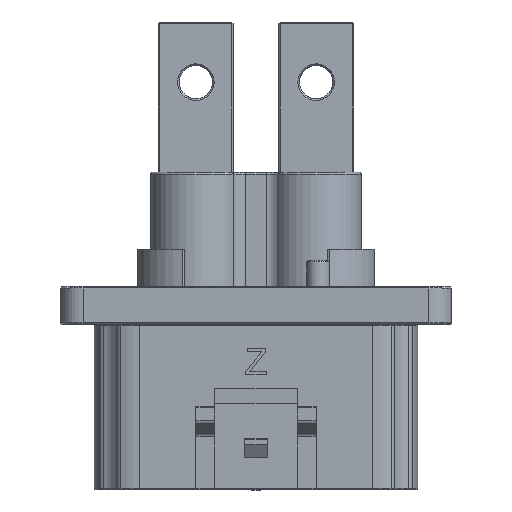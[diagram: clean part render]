
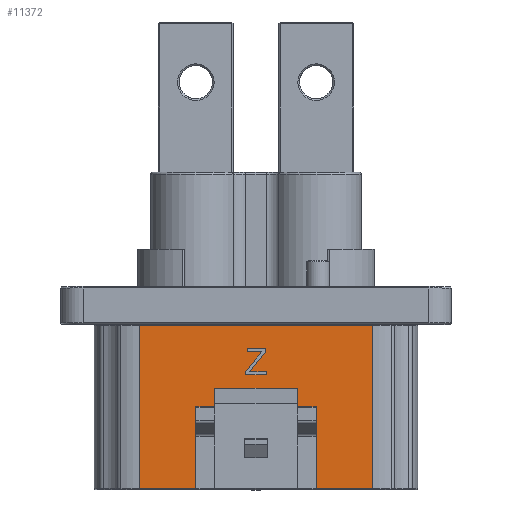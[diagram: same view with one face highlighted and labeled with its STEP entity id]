
A CAD part, top view. The second image highlights one B-rep face of the part: STEP entity #11372.
In plain terms, the highlighted planar face has unit normal (0, 0, 1).
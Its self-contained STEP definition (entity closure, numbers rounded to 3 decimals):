
#588=B_SPLINE_CURVE_WITH_KNOTS('',3,(#15108,#15109,#15110,#15111,#15112,
#15113,#15114),.UNSPECIFIED.,.F.,.F.,(4,3,4),(0.,0.839,1.),
 .UNSPECIFIED.);
#589=B_SPLINE_CURVE_WITH_KNOTS('',3,(#15124,#15125,#15126,#15127,#15128,
#15129,#15130),.UNSPECIFIED.,.F.,.F.,(4,3,4),(0.,0.906,1.),
 .UNSPECIFIED.);
#634=ORIENTED_EDGE('',*,*,#2976,.T.);
#635=ORIENTED_EDGE('',*,*,#2977,.T.);
#636=ORIENTED_EDGE('',*,*,#2978,.T.);
#637=ORIENTED_EDGE('',*,*,#2979,.T.);
#638=ORIENTED_EDGE('',*,*,#2980,.T.);
#639=ORIENTED_EDGE('',*,*,#2981,.T.);
#640=ORIENTED_EDGE('',*,*,#2982,.T.);
#641=ORIENTED_EDGE('',*,*,#2983,.T.);
#642=ORIENTED_EDGE('',*,*,#2984,.T.);
#643=ORIENTED_EDGE('',*,*,#2985,.T.);
#644=ORIENTED_EDGE('',*,*,#2986,.T.);
#645=ORIENTED_EDGE('',*,*,#2987,.F.);
#646=ORIENTED_EDGE('',*,*,#2988,.T.);
#647=ORIENTED_EDGE('',*,*,#2989,.F.);
#648=ORIENTED_EDGE('',*,*,#2990,.T.);
#649=ORIENTED_EDGE('',*,*,#2991,.T.);
#650=ORIENTED_EDGE('',*,*,#2992,.T.);
#651=ORIENTED_EDGE('',*,*,#2993,.T.);
#652=ORIENTED_EDGE('',*,*,#2994,.F.);
#653=ORIENTED_EDGE('',*,*,#2995,.T.);
#654=ORIENTED_EDGE('',*,*,#2996,.F.);
#655=ORIENTED_EDGE('',*,*,#2997,.F.);
#2976=EDGE_CURVE('',#4147,#4148,#4900,.T.);
#2977=EDGE_CURVE('',#4148,#4149,#4901,.T.);
#2978=EDGE_CURVE('',#4149,#4150,#4902,.T.);
#2979=EDGE_CURVE('',#4150,#4151,#4903,.T.);
#2980=EDGE_CURVE('',#4151,#4152,#588,.T.);
#2981=EDGE_CURVE('',#4152,#4153,#4904,.T.);
#2982=EDGE_CURVE('',#4153,#4154,#4905,.T.);
#2983=EDGE_CURVE('',#4154,#4155,#4906,.T.);
#2984=EDGE_CURVE('',#4155,#4156,#4907,.T.);
#2985=EDGE_CURVE('',#4156,#4147,#589,.T.);
#2986=EDGE_CURVE('',#4157,#4158,#4908,.T.);
#2987=EDGE_CURVE('',#4159,#4158,#4909,.T.);
#2988=EDGE_CURVE('',#4159,#4160,#4910,.T.);
#2989=EDGE_CURVE('',#4161,#4160,#4911,.T.);
#2990=EDGE_CURVE('',#4161,#4162,#4912,.T.);
#2991=EDGE_CURVE('',#4162,#4163,#4913,.F.);
#2992=EDGE_CURVE('',#4163,#4164,#4914,.T.);
#2993=EDGE_CURVE('',#4164,#4165,#4915,.T.);
#2994=EDGE_CURVE('',#4166,#4165,#4916,.T.);
#2995=EDGE_CURVE('',#4166,#4167,#4917,.F.);
#2996=EDGE_CURVE('',#4168,#4167,#4918,.T.);
#2997=EDGE_CURVE('',#4157,#4168,#4919,.T.);
#4147=VERTEX_POINT('',#15100);
#4148=VERTEX_POINT('',#15101);
#4149=VERTEX_POINT('',#15103);
#4150=VERTEX_POINT('',#15105);
#4151=VERTEX_POINT('',#15107);
#4152=VERTEX_POINT('',#15115);
#4153=VERTEX_POINT('',#15117);
#4154=VERTEX_POINT('',#15119);
#4155=VERTEX_POINT('',#15121);
#4156=VERTEX_POINT('',#15123);
#4157=VERTEX_POINT('',#15132);
#4158=VERTEX_POINT('',#15133);
#4159=VERTEX_POINT('',#15135);
#4160=VERTEX_POINT('',#15137);
#4161=VERTEX_POINT('',#15139);
#4162=VERTEX_POINT('',#15141);
#4163=VERTEX_POINT('',#15143);
#4164=VERTEX_POINT('',#15145);
#4165=VERTEX_POINT('',#15147);
#4166=VERTEX_POINT('',#15149);
#4167=VERTEX_POINT('',#15151);
#4168=VERTEX_POINT('',#15153);
#4900=LINE('',#15099,#5674);
#4901=LINE('',#15102,#5675);
#4902=LINE('',#15104,#5676);
#4903=LINE('',#15106,#5677);
#4904=LINE('',#15116,#5678);
#4905=LINE('',#15118,#5679);
#4906=LINE('',#15120,#5680);
#4907=LINE('',#15122,#5681);
#4908=LINE('',#15131,#5682);
#4909=LINE('',#15134,#5683);
#4910=LINE('',#15136,#5684);
#4911=LINE('',#15138,#5685);
#4912=LINE('',#15140,#5686);
#4913=LINE('',#15142,#5687);
#4914=LINE('',#15144,#5688);
#4915=LINE('',#15146,#5689);
#4916=LINE('',#15148,#5690);
#4917=LINE('',#15150,#5691);
#4918=LINE('',#15152,#5692);
#4919=LINE('',#15154,#5693);
#5674=VECTOR('',#12693,1000.);
#5675=VECTOR('',#12694,1000.);
#5676=VECTOR('',#12695,1000.);
#5677=VECTOR('',#12696,1000.);
#5678=VECTOR('',#12697,1000.);
#5679=VECTOR('',#12698,1000.);
#5680=VECTOR('',#12699,1000.);
#5681=VECTOR('',#12700,1000.);
#5682=VECTOR('',#12701,1000.);
#5683=VECTOR('',#12702,1000.);
#5684=VECTOR('',#12703,1000.);
#5685=VECTOR('',#12704,1000.);
#5686=VECTOR('',#12705,1000.);
#5687=VECTOR('',#12706,1000.);
#5688=VECTOR('',#12707,1000.);
#5689=VECTOR('',#12708,1000.);
#5690=VECTOR('',#12709,1000.);
#5691=VECTOR('',#12710,1000.);
#5692=VECTOR('',#12711,1000.);
#5693=VECTOR('',#12712,1000.);
#6448=EDGE_LOOP('',(#634,#635,#636,#637,#638,#639,#640,#641,#642,#643));
#6449=EDGE_LOOP('',(#644,#645,#646,#647,#648,#649,#650,#651,#652,#653,#654,
#655));
#7032=FACE_BOUND('',#6448,.T.);
#7033=FACE_BOUND('',#6449,.T.);
#7616=PLANE('',#11873);
#11372=ADVANCED_FACE('',(#7032,#7033),#7616,.F.);
#11873=AXIS2_PLACEMENT_3D('',#15098,#12691,#12692);
#12691=DIRECTION('',(0.,0.,-1.));
#12692=DIRECTION('',(-1.,0.,0.));
#12693=DIRECTION('',(1.,0.,0.));
#12694=DIRECTION('',(0.,-1.,0.));
#12695=DIRECTION('',(-1.,0.,0.));
#12696=DIRECTION('',(0.,1.,0.));
#12697=DIRECTION('',(-1.,0.,0.));
#12698=DIRECTION('',(0.,1.,0.));
#12699=DIRECTION('',(1.,0.,0.));
#12700=DIRECTION('',(0.,-1.,0.));
#12701=DIRECTION('',(0.,1.,0.));
#12702=DIRECTION('',(-1.,0.,0.));
#12703=DIRECTION('',(0.,-1.,0.));
#12704=DIRECTION('',(-1.,0.,0.));
#12705=DIRECTION('',(0.,-1.,0.));
#12706=DIRECTION('',(-1.,0.,0.));
#12707=DIRECTION('',(0.,1.,0.));
#12708=DIRECTION('',(-1.,0.,0.));
#12709=DIRECTION('',(0.,1.,0.));
#12710=DIRECTION('',(-1.,0.,0.));
#12711=DIRECTION('',(0.,-1.,0.));
#12712=DIRECTION('',(-1.,0.,0.));
#15098=CARTESIAN_POINT('',(15.5,-22.,14.25));
#15099=CARTESIAN_POINT('',(15.5,-6.336,14.25));
#15100=CARTESIAN_POINT('',(-0.852,-6.336,14.25));
#15101=CARTESIAN_POINT('',(1.385,-6.336,14.25));
#15102=CARTESIAN_POINT('',(1.385,-22.,14.25));
#15103=CARTESIAN_POINT('',(1.385,-6.75,14.25));
#15104=CARTESIAN_POINT('',(15.5,-6.75,14.25));
#15105=CARTESIAN_POINT('',(-1.385,-6.75,14.25));
#15106=CARTESIAN_POINT('',(-1.385,-22.,14.25));
#15107=CARTESIAN_POINT('',(-1.385,-6.32,14.25));
#15108=CARTESIAN_POINT('',(-1.385,-6.32,14.25));
#15109=CARTESIAN_POINT('',(-0.786,-5.574,14.25));
#15110=CARTESIAN_POINT('',(-0.188,-4.828,14.25));
#15111=CARTESIAN_POINT('',(0.41,-4.083,14.25));
#15112=CARTESIAN_POINT('',(0.538,-3.924,14.25));
#15113=CARTESIAN_POINT('',(0.659,-3.785,14.25));
#15114=CARTESIAN_POINT('',(0.773,-3.666,14.25));
#15115=CARTESIAN_POINT('',(0.773,-3.666,14.25));
#15116=CARTESIAN_POINT('',(15.5,-3.666,14.25));
#15117=CARTESIAN_POINT('',(-1.18,-3.666,14.25));
#15118=CARTESIAN_POINT('',(-1.18,-22.,14.25));
#15119=CARTESIAN_POINT('',(-1.18,-3.25,14.25));
#15120=CARTESIAN_POINT('',(15.5,-3.25,14.25));
#15121=CARTESIAN_POINT('',(1.329,-3.25,14.25));
#15122=CARTESIAN_POINT('',(1.329,-22.,14.25));
#15123=CARTESIAN_POINT('',(1.329,-3.666,14.25));
#15124=CARTESIAN_POINT('',(1.329,-3.666,14.25));
#15125=CARTESIAN_POINT('',(0.672,-4.474,14.25));
#15126=CARTESIAN_POINT('',(0.014,-5.282,14.25));
#15127=CARTESIAN_POINT('',(-0.643,-6.09,14.25));
#15128=CARTESIAN_POINT('',(-0.711,-6.173,14.25));
#15129=CARTESIAN_POINT('',(-0.783,-6.254,14.25));
#15130=CARTESIAN_POINT('',(-0.852,-6.336,14.25));
#15131=CARTESIAN_POINT('',(-5.5,-11.,14.25));
#15132=CARTESIAN_POINT('',(-5.5,-11.,14.25));
#15133=CARTESIAN_POINT('',(-5.5,-8.502,14.25));
#15134=CARTESIAN_POINT('',(5.5,-8.502,14.25));
#15135=CARTESIAN_POINT('',(5.5,-8.502,14.25));
#15136=CARTESIAN_POINT('',(5.5,-11.,14.25));
#15137=CARTESIAN_POINT('',(5.5,-11.,14.25));
#15138=CARTESIAN_POINT('',(8.,-11.,14.25));
#15139=CARTESIAN_POINT('',(8.,-11.,14.25));
#15140=CARTESIAN_POINT('',(8.,-11.,14.25));
#15141=CARTESIAN_POINT('',(8.,-21.85,14.25));
#15142=CARTESIAN_POINT('',(15.5,-21.85,14.25));
#15143=CARTESIAN_POINT('',(15.5,-21.85,14.25));
#15144=CARTESIAN_POINT('',(15.5,-22.,14.25));
#15145=CARTESIAN_POINT('',(15.5,-0.15,14.25));
#15146=CARTESIAN_POINT('',(-15.5,-0.15,14.25));
#15147=CARTESIAN_POINT('',(-15.5,-0.15,14.25));
#15148=CARTESIAN_POINT('',(-15.5,-22.,14.25));
#15149=CARTESIAN_POINT('',(-15.5,-21.85,14.25));
#15150=CARTESIAN_POINT('',(-8.,-21.85,14.25));
#15151=CARTESIAN_POINT('',(-8.,-21.85,14.25));
#15152=CARTESIAN_POINT('',(-8.,-11.,14.25));
#15153=CARTESIAN_POINT('',(-8.,-11.,14.25));
#15154=CARTESIAN_POINT('',(-5.5,-11.,14.25));
